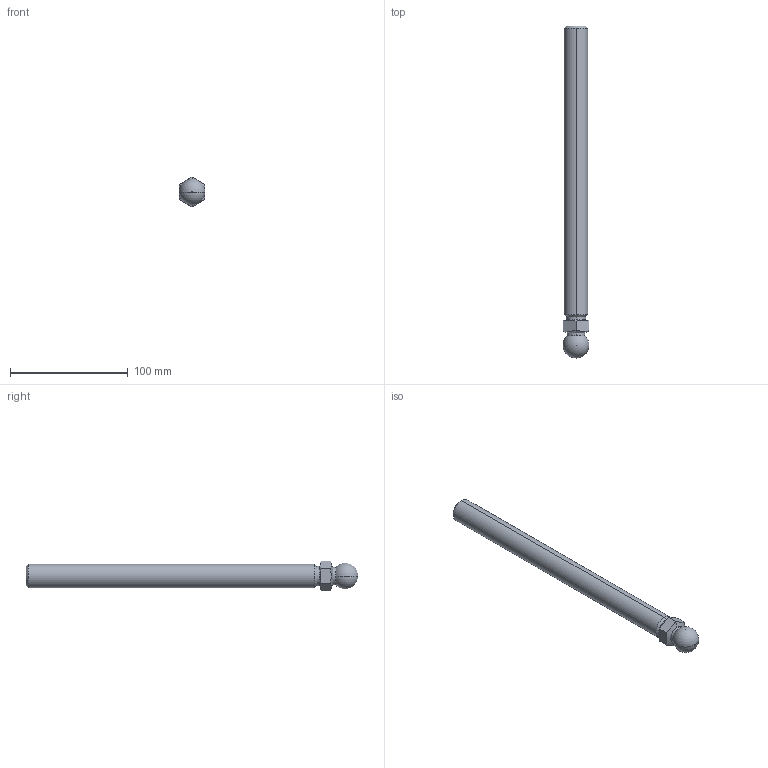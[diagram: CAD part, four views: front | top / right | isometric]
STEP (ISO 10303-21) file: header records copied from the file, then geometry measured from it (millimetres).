
FILE_DESCRIPTION (( 'STEP AP214' ), '1' );
FILE_NAME ('098cm20250e.STEP', '2014-08-12T08:02:45', ( '' ), ( '' ), 'SwSTEP 2.0', 'SolidWorks 2014', '' );
FILE_SCHEMA (( 'AUTOMOTIVE_DESIGN' ));
Length unit declared in the file: millimetre
Products named in the file (1): 098cm20250e
Bounding box: 22 x 282.03 x 25.4 mm (x, y, z)
Volume: 88014.9 mm3; surface area: 18507.7 mm2
Topology: 1 solids, 1 shells, 32 faces, 79 edges, 48 vertices
Faces by surface type: cone 13, plane 9, cylinder 6, sphere 2, torus 2
Entity records: 1001 total; most frequent: CARTESIAN_POINT 250, DIRECTION 153, ORIENTED_EDGE 148, EDGE_CURVE 74, AXIS2_PLACEMENT_3D 64, VERTEX_POINT 45, EDGE_LOOP 33, ADVANCED_FACE 32
